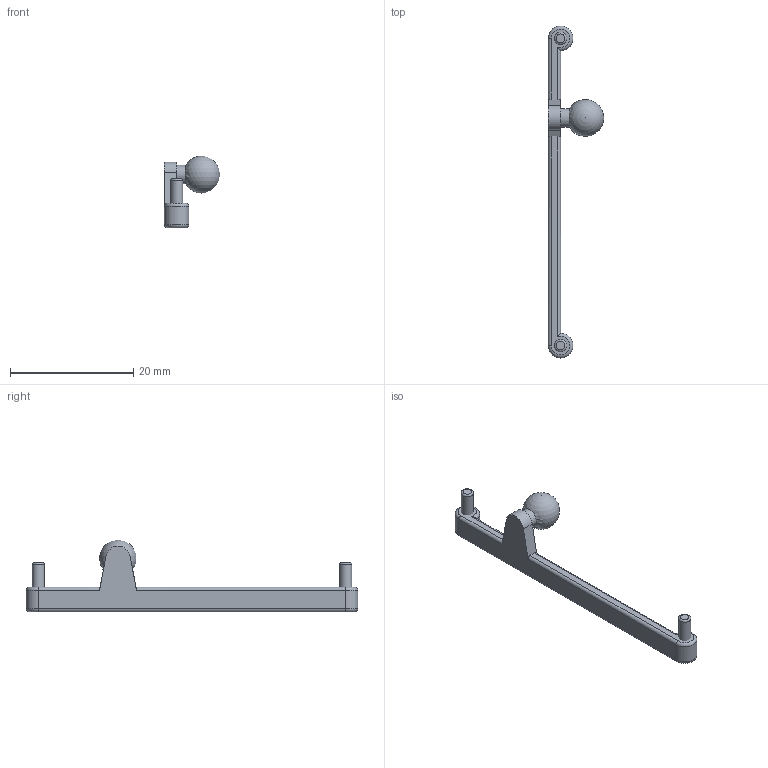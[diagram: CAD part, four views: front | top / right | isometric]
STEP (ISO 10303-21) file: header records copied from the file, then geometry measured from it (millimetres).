
FILE_DESCRIPTION(/* description */ (''),/* implementation_level */ '2;1');
FILE_NAME(/* name */ 'Steering Rack.step',/* time_stamp */ '2023-01-29T12:12:22-08:00',/* author */ (''),/* organization */ (''),/* preprocessor_version */ 'ST-DEVELOPER v19',/* originating_system */ 'Autodesk Translation Framework v11.7.0.108',/* authorisation */ '');
FILE_SCHEMA (('AUTOMOTIVE_DESIGN { 1 0 10303 214 3 1 1 }'));
Length unit declared in the file: millimetre
Products named in the file (1): Steering Rack
Bounding box: 8.98 x 53.86 x 11.65 mm (x, y, z)
Volume: 692.8 mm3; surface area: 950.2 mm2
Topology: 3 solids, 3 shells, 30 faces, 65 edges, 40 vertices
Faces by surface type: cylinder 12, plane 11, torus 6, sphere 1
Full cylindrical faces by diameter (mm): 2 x2, 3 x1
Entity records: 886 total; most frequent: CARTESIAN_POINT 186, DIRECTION 153, ORIENTED_EDGE 126, EDGE_CURVE 63, AXIS2_PLACEMENT_3D 63, VERTEX_POINT 40, EDGE_LOOP 31, FACE_OUTER_BOUND 30
